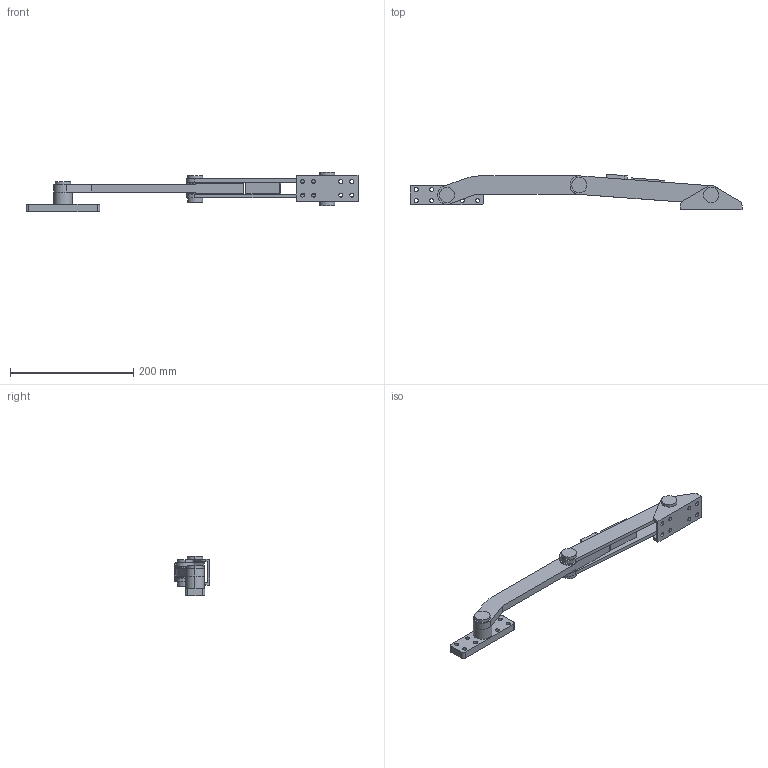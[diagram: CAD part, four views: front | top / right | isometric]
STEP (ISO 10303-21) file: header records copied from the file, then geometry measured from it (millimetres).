
FILE_DESCRIPTION (( 'STEP AP203' ), '1' );
FILE_NAME ('B-1456-2-R.STEP', '2010-01-18T05:49:16', ( ' ' ), ( ' ' ), 'SwSTEP 2.0', 'SolidWorks 2007', '' );
FILE_SCHEMA (( 'CONFIG_CONTROL_DESIGN' ));
Length unit declared in the file: millimetre
Products named in the file (15): B-1456-2-R; B-1456-2-R僇儔乕A__棉太倌; B-1456-2-R僽儔働僢僩A__棉太倌; B-1456-2-Rアーム用板材__ﾃﾞﾌｫﾙﾄ; B-1456-2-R僗僩僢僷乕__棉太倌; B-1456-2-R僇儔乕B__棉太倌; B-1456-2-R傾乕儉A__棉太倌; B-1456-2-R幉僺儞C__棉太倌; B-1456-2-R僽儔働僢僩B__棉太倌; B-1456-2-R傾乕儉B-1__棉太倌; B-1456-2-R幉僺儞A__棉太倌; B-1456-2-R軸ピン止め__ﾃﾞﾌｫﾙﾄ; B-1456-2-R儚僢僔儍乕B__棉太倌; B-1456-2-R幉僺儞B__棉太倌; B-1456-2-R儚僢僔儍乕A__棉太倌
Assembly tree (18 placements, depth 2):
  B-1456-2-R
    B-1456-2-R僇儔乕B__棉太倌
    B-1456-2-R僗僩僢僷乕__棉太倌
    B-1456-2-R幉僺儞C__棉太倌
    B-1456-2-R僽儔働僢僩A__棉太倌
    B-1456-2-R儚僢僔儍乕A__棉太倌  x2
    B-1456-2-R僇儔乕A__棉太倌
    B-1456-2-R傾乕儉A__棉太倌
    B-1456-2-R僽儔働僢僩B__棉太倌
    B-1456-2-R幉僺儞B__棉太倌
    B-1456-2-R儚僢僔儍乕B__棉太倌  x2
    B-1456-2-R傾乕儉B-1__棉太倌  x2
    B-1456-2-R軸ピン止め__ﾃﾞﾌｫﾙﾄ  x2
    B-1456-2-R幉僺儞A__棉太倌
    B-1456-2-Rアーム用板材__ﾃﾞﾌｫﾙﾄ
Bounding box: 539.4 x 57.74 x 64 mm (x, y, z)
Volume: 345468.8 mm3; surface area: 128775.4 mm2
Topology: 18 solids, 18 shells, 197 faces, 472 edges, 314 vertices
Faces by surface type: cylinder 120, plane 77
Entity records: 6876 total; most frequent: DIRECTION 989, CARTESIAN_POINT 870, ORIENTED_EDGE 818, EDGE_CURVE 409, AXIS2_PLACEMENT_3D 391, VERTEX_POINT 272, EDGE_LOOP 229, VECTOR 207
